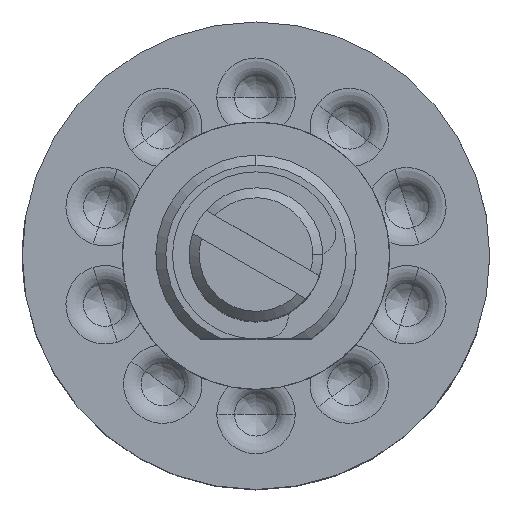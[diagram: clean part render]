
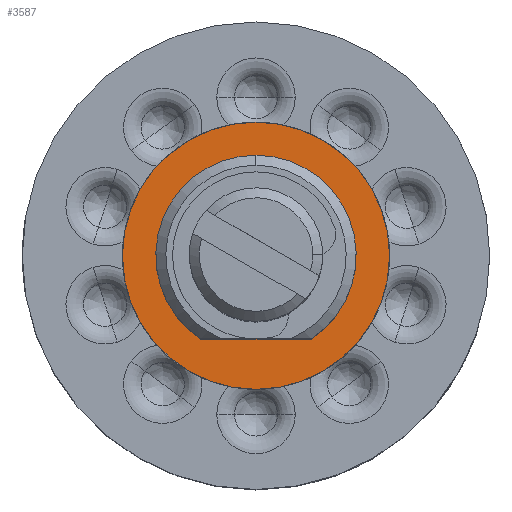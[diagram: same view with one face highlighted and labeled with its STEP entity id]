
A CAD part, top view. The second image highlights one B-rep face of the part: STEP entity #3587.
In plain terms, the highlighted planar face has unit normal (0, 0, 1).
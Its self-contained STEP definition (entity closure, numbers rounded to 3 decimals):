
#1 = CIRCLE ( 'NONE', #6502, 4. ) ;
#292 = VERTEX_POINT ( 'NONE', #12026 ) ;
#569 = CARTESIAN_POINT ( 'NONE',  ( 1.658, -2.5, 0. ) ) ;
#931 = EDGE_LOOP ( 'NONE', ( #14375, #12813, #14707 ) ) ;
#1565 = CIRCLE ( 'NONE', #4007, 4. ) ;
#1824 = FACE_OUTER_BOUND ( 'NONE', #8447, .T. ) ;
#1950 = CIRCLE ( 'NONE', #11056, 3. ) ;
#2134 = AXIS2_PLACEMENT_3D ( 'NONE', #10821, #2273, #3359 ) ;
#2273 = DIRECTION ( 'NONE',  ( 0., 0., 1. ) ) ;
#2983 = EDGE_CURVE ( 'NONE', #8150, #13023, #1565, .T. ) ;
#3027 = ORIENTED_EDGE ( 'NONE', *, *, #14741, .T. ) ;
#3359 = DIRECTION ( 'NONE',  ( 0., -1., 0. ) ) ;
#3587 = ADVANCED_FACE ( 'NONE', ( #4900, #1824 ), #15845, .T. ) ;
#3599 = DIRECTION ( 'NONE',  ( 0., -1., 0. ) ) ;
#3717 = ORIENTED_EDGE ( 'NONE', *, *, #2983, .T. ) ;
#4007 = AXIS2_PLACEMENT_3D ( 'NONE', #13464, #6281, #7404 ) ;
#4900 = FACE_BOUND ( 'NONE', #931, .T. ) ;
#6281 = DIRECTION ( 'NONE',  ( 0., 0., 1. ) ) ;
#6502 = AXIS2_PLACEMENT_3D ( 'NONE', #10268, #8967, #6538 ) ;
#6538 = DIRECTION ( 'NONE',  ( 0., -1., 0. ) ) ;
#6858 = DIRECTION ( 'NONE',  ( -1., 0., 0. ) ) ;
#7404 = DIRECTION ( 'NONE',  ( 0., -1., 0. ) ) ;
#7615 = CARTESIAN_POINT ( 'NONE',  ( 0., 4., 0. ) ) ;
#7743 = VECTOR ( 'NONE', #6858, 1000. ) ;
#8150 = VERTEX_POINT ( 'NONE', #7615 ) ;
#8273 = VERTEX_POINT ( 'NONE', #569 ) ;
#8446 = VERTEX_POINT ( 'NONE', #15553 ) ;
#8447 = EDGE_LOOP ( 'NONE', ( #3717, #3027 ) ) ;
#8454 = DIRECTION ( 'NONE',  ( 0., -1., 0. ) ) ;
#8967 = DIRECTION ( 'NONE',  ( 0., 0., 1. ) ) ;
#9182 = CIRCLE ( 'NONE', #2134, 3. ) ;
#9289 = LINE ( 'NONE', #11806, #7743 ) ;
#9377 = AXIS2_PLACEMENT_3D ( 'NONE', #15786, #12101, #3599 ) ;
#9490 = EDGE_CURVE ( 'NONE', #8446, #292, #1950, .T. ) ;
#10268 = CARTESIAN_POINT ( 'NONE',  ( 0., 0., 0. ) ) ;
#10821 = CARTESIAN_POINT ( 'NONE',  ( 0., 0., 0. ) ) ;
#11056 = AXIS2_PLACEMENT_3D ( 'NONE', #15771, #14699, #8454 ) ;
#11806 = CARTESIAN_POINT ( 'NONE',  ( 0., -2.5, 0. ) ) ;
#11994 = EDGE_CURVE ( 'NONE', #8273, #8446, #9182, .T. ) ;
#12026 = CARTESIAN_POINT ( 'NONE',  ( -1.658, -2.5, 0. ) ) ;
#12101 = DIRECTION ( 'NONE',  ( 0., 0., 1. ) ) ;
#12813 = ORIENTED_EDGE ( 'NONE', *, *, #13598, .T. ) ;
#13023 = VERTEX_POINT ( 'NONE', #14458 ) ;
#13464 = CARTESIAN_POINT ( 'NONE',  ( 0., 0., 0. ) ) ;
#13598 = EDGE_CURVE ( 'NONE', #8273, #292, #9289, .T. ) ;
#14375 = ORIENTED_EDGE ( 'NONE', *, *, #11994, .F. ) ;
#14458 = CARTESIAN_POINT ( 'NONE',  ( 0., -4., 0. ) ) ;
#14699 = DIRECTION ( 'NONE',  ( 0., 0., 1. ) ) ;
#14707 = ORIENTED_EDGE ( 'NONE', *, *, #9490, .F. ) ;
#14741 = EDGE_CURVE ( 'NONE', #13023, #8150, #1, .T. ) ;
#15553 = CARTESIAN_POINT ( 'NONE',  ( 0., 3., 0. ) ) ;
#15771 = CARTESIAN_POINT ( 'NONE',  ( 0., 0., 0. ) ) ;
#15786 = CARTESIAN_POINT ( 'NONE',  ( 0., 0., 0. ) ) ;
#15845 = PLANE ( 'NONE',  #9377 ) ;
